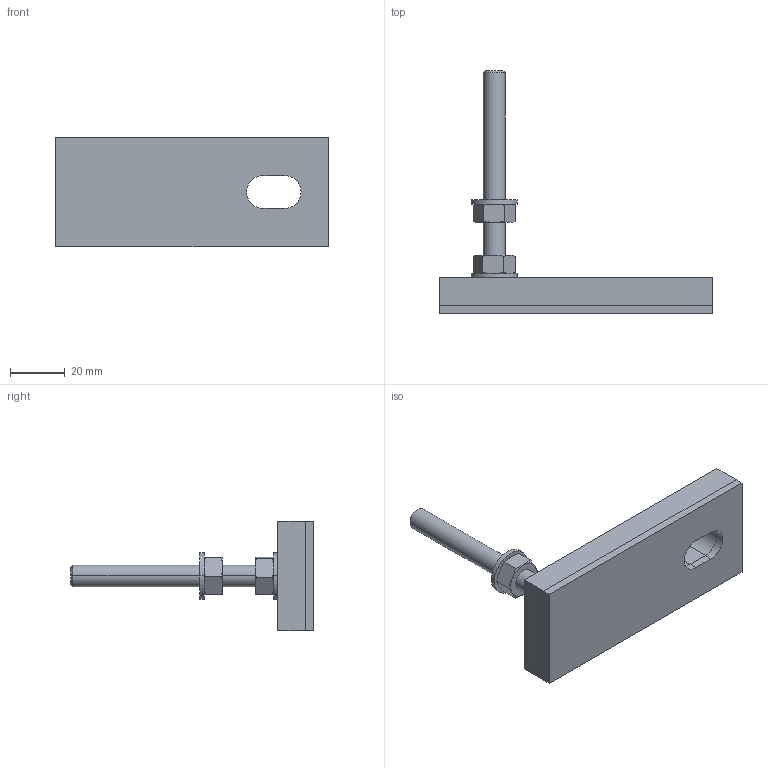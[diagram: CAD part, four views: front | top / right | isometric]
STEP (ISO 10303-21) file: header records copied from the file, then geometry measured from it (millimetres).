
FILE_DESCRIPTION (( 'STEP AP203' ), '1' );
FILE_NAME ('084.408.002.STEP', '2015-05-14T13:24:20', ( '' ), ( '' ), 'SwSTEP 2.0', 'SolidWorks 2012', '' );
FILE_SCHEMA (( 'CONFIG_CONTROL_DESIGN' ));
Length unit declared in the file: millimetre
Products named in the file (1): 084.408.002
Bounding box: 100 x 89 x 40 mm (x, y, z)
Volume: 54926.8 mm3; surface area: 24576.5 mm2
Topology: 7 solids, 7 shells, 100 faces, 220 edges, 136 vertices
Faces by surface type: plane 46, cone 32, cylinder 22
Entity records: 2997 total; most frequent: CARTESIAN_POINT 757, ORIENTED_EDGE 440, DIRECTION 438, EDGE_CURVE 220, AXIS2_PLACEMENT_3D 177, VERTEX_POINT 136, EDGE_LOOP 116, ADVANCED_FACE 100
